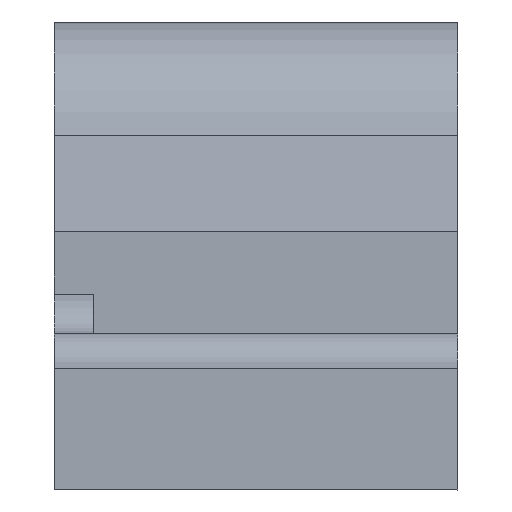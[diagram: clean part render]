
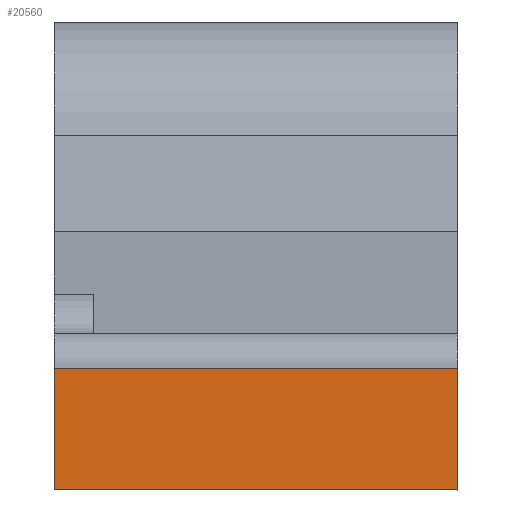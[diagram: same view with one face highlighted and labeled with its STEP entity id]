
A CAD part, front view. The second image highlights one B-rep face of the part: STEP entity #20560.
In plain terms, the highlighted face is planar.
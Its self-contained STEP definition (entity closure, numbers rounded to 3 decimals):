
#8830=CARTESIAN_POINT('',(-23.654,42.25,
-43.97));
#8840=VERTEX_POINT('',#8830);
#8870=CARTESIAN_POINT('',(-23.654,-6.6,
-43.97));
#8880=DIRECTION('',(0.,-1.,
0.));
#8890=VECTOR('',#8880,1.);
#8900=LINE('',#8870,#8890);
#8910=CARTESIAN_POINT('',(-23.654,45.35,
-43.97));
#8920=VERTEX_POINT('',#8910);
#8930=EDGE_CURVE('',#8920,#8840,#8900,.T.);
#10380=CARTESIAN_POINT('',(-23.654,45.35,
-54.27));
#10390=VERTEX_POINT('',#10380);
#10420=CARTESIAN_POINT('',(-23.654,-6.6,
-54.27));
#10430=DIRECTION('',(0.,-1.,0.));
#10440=VECTOR('',#10430,1.);
#10450=LINE('',#10420,#10440);
#10460=CARTESIAN_POINT('',(-23.654,42.25,
-54.27));
#10470=VERTEX_POINT('',#10460);
#10480=EDGE_CURVE('',#10390,#10470,#10450,.T.);
#20350=CARTESIAN_POINT('',(-23.654,42.25,
-53.27));
#20360=DIRECTION('',(-1.,0.,0.));
#20370=DIRECTION('',(0.,-1.,0.));
#20380=AXIS2_PLACEMENT_3D('',#20350,#20360,#20370);
#20390=PLANE('',#20380);
#20400=ORIENTED_EDGE('',*,*,#10480,.T.);
#20410=CARTESIAN_POINT('',(-23.654,45.35,
1.));
#20420=DIRECTION('',(0.,0.,-1.));
#20430=VECTOR('',#20420,1.);
#20440=LINE('',#20410,#20430);
#20450=EDGE_CURVE('',#8920,#10390,#20440,.T.);
#20460=ORIENTED_EDGE('',*,*,#20450,.T.);
#20470=ORIENTED_EDGE('',*,*,#8930,.F.);
#20480=CARTESIAN_POINT('',(-23.654,42.25,
-53.27));
#20490=DIRECTION('',(0.,0.,1.));
#20500=VECTOR('',#20490,1.);
#20510=LINE('',#20480,#20500);
#20520=EDGE_CURVE('',#10470,#8840,#20510,.T.);
#20530=ORIENTED_EDGE('',*,*,#20520,.T.);
#20540=EDGE_LOOP('',(#20530,#20470,#20460,#20400));
#20550=FACE_OUTER_BOUND('',#20540,.T.);
#20560=ADVANCED_FACE('',(#20550),#20390,.T.);
